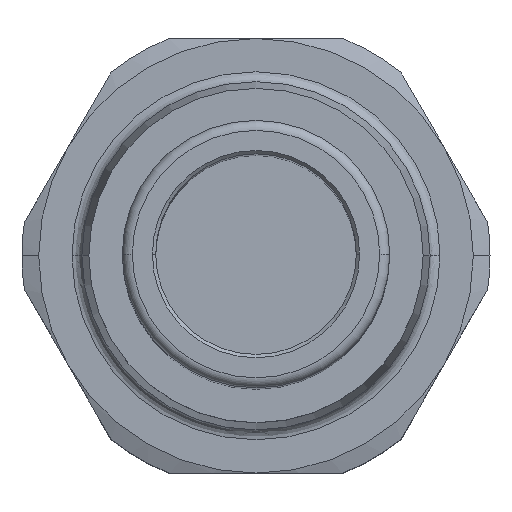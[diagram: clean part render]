
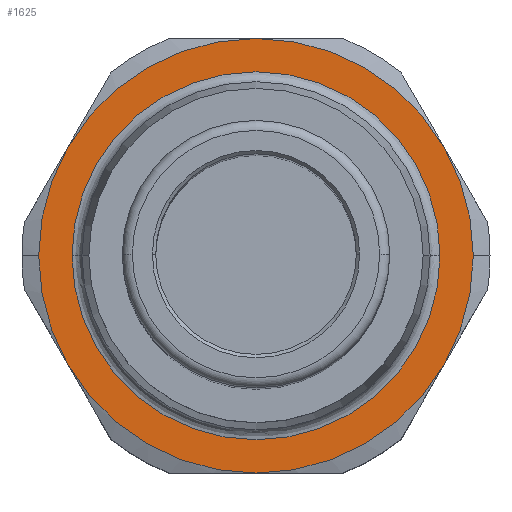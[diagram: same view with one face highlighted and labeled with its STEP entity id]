
A CAD part, top view. The second image highlights one B-rep face of the part: STEP entity #1625.
In plain terms, the highlighted planar face has unit normal (0, 0, 1).
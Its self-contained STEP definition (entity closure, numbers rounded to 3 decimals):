
#649=CARTESIAN_POINT('',(5.504,0.,-13.4));
#650=VERTEX_POINT('',#649);
#659=CARTESIAN_POINT('',(-5.504,0.,-13.4));
#660=VERTEX_POINT('',#659);
#668=CARTESIAN_POINT('',(0.,0.,-13.4));
#669=DIRECTION('',(0.0,0.0,1.0));
#670=DIRECTION('',(-1.0,0.0,0.0));
#671=AXIS2_PLACEMENT_3D('',#668,#669,#670);
#672=CIRCLE('',#671,5.504);
#673=EDGE_CURVE('',#660,#650,#672,.T.);
#685=CARTESIAN_POINT('',(6.5,0.,-13.4));
#686=VERTEX_POINT('',#685);
#702=CARTESIAN_POINT('',(5.629,3.25,-13.4));
#703=VERTEX_POINT('',#702);
#717=CARTESIAN_POINT('',(0.,0.,-13.4));
#718=DIRECTION('',(0.0,0.0,1.0));
#719=DIRECTION('',(1.0,0.0,0.0));
#720=AXIS2_PLACEMENT_3D('',#717,#718,#719);
#721=CIRCLE('',#720,6.5);
#722=EDGE_CURVE('',#686,#703,#721,.T.);
#732=CARTESIAN_POINT('',(-6.5,0.,-13.4));
#733=VERTEX_POINT('',#732);
#742=CARTESIAN_POINT('',(-5.629,3.25,-13.4));
#743=VERTEX_POINT('',#742);
#744=CARTESIAN_POINT('',(0.,0.,-13.4));
#745=DIRECTION('',(0.0,0.0,1.0));
#746=DIRECTION('',(1.0,0.0,0.0));
#747=AXIS2_PLACEMENT_3D('',#744,#745,#746);
#748=CIRCLE('',#747,6.5);
#749=EDGE_CURVE('',#743,#733,#748,.T.);
#1196=CARTESIAN_POINT('',(0.,6.5,-13.4));
#1197=VERTEX_POINT('',#1196);
#1211=CARTESIAN_POINT('',(0.,0.,-13.4));
#1212=DIRECTION('',(0.0,0.0,1.0));
#1213=DIRECTION('',(1.0,0.0,0.0));
#1214=AXIS2_PLACEMENT_3D('',#1211,#1212,#1213);
#1215=CIRCLE('',#1214,6.5);
#1216=EDGE_CURVE('',#703,#1197,#1215,.T.);
#1283=CARTESIAN_POINT('',(0.,0.,-13.4));
#1284=DIRECTION('',(0.0,0.0,1.0));
#1285=DIRECTION('',(1.0,0.0,0.0));
#1286=AXIS2_PLACEMENT_3D('',#1283,#1284,#1285);
#1287=CIRCLE('',#1286,6.5);
#1288=EDGE_CURVE('',#1197,#743,#1287,.T.);
#1301=CARTESIAN_POINT('',(-5.629,-3.25,-13.4));
#1302=VERTEX_POINT('',#1301);
#1316=CARTESIAN_POINT('',(0.,0.,-13.4));
#1317=DIRECTION('',(0.0,0.0,1.0));
#1318=DIRECTION('',(1.0,0.0,0.0));
#1319=AXIS2_PLACEMENT_3D('',#1316,#1317,#1318);
#1320=CIRCLE('',#1319,6.5);
#1321=EDGE_CURVE('',#733,#1302,#1320,.T.);
#1350=CARTESIAN_POINT('',(0.,-6.5,-13.4));
#1351=VERTEX_POINT('',#1350);
#1365=CARTESIAN_POINT('',(0.,0.,-13.4));
#1366=DIRECTION('',(0.0,0.0,1.0));
#1367=DIRECTION('',(1.0,0.0,0.0));
#1368=AXIS2_PLACEMENT_3D('',#1365,#1366,#1367);
#1369=CIRCLE('',#1368,6.5);
#1370=EDGE_CURVE('',#1302,#1351,#1369,.T.);
#1412=CARTESIAN_POINT('',(5.629,-3.25,-13.4));
#1413=VERTEX_POINT('',#1412);
#1427=CARTESIAN_POINT('',(0.,0.,-13.4));
#1428=DIRECTION('',(0.0,0.0,1.0));
#1429=DIRECTION('',(1.0,0.0,0.0));
#1430=AXIS2_PLACEMENT_3D('',#1427,#1428,#1429);
#1431=CIRCLE('',#1430,6.5);
#1432=EDGE_CURVE('',#1351,#1413,#1431,.T.);
#1504=CARTESIAN_POINT('',(0.,0.,-13.4));
#1505=DIRECTION('',(0.0,0.0,1.0));
#1506=DIRECTION('',(1.0,0.0,0.0));
#1507=AXIS2_PLACEMENT_3D('',#1504,#1505,#1506);
#1508=CIRCLE('',#1507,6.5);
#1509=EDGE_CURVE('',#1413,#686,#1508,.T.);
#1570=CARTESIAN_POINT('',(0.,0.,-13.4));
#1571=DIRECTION('',(0.0,0.0,1.0));
#1572=DIRECTION('',(-1.0,0.0,0.0));
#1573=AXIS2_PLACEMENT_3D('',#1570,#1571,#1572);
#1574=CIRCLE('',#1573,5.504);
#1575=EDGE_CURVE('',#650,#660,#1574,.T.);
#1606=CARTESIAN_POINT('',(0.,0.,-13.4));
#1607=DIRECTION('',(0.0,0.0,-1.0));
#1608=DIRECTION('',(-1.0,0.0,0.0));
#1609=AXIS2_PLACEMENT_3D('',#1606,#1607,#1608);
#1610=PLANE('',#1609);
#1611=ORIENTED_EDGE('',*,*,#749,.T.);
#1612=ORIENTED_EDGE('',*,*,#1321,.T.);
#1613=ORIENTED_EDGE('',*,*,#1370,.T.);
#1614=ORIENTED_EDGE('',*,*,#1432,.T.);
#1615=ORIENTED_EDGE('',*,*,#1509,.T.);
#1616=ORIENTED_EDGE('',*,*,#722,.T.);
#1617=ORIENTED_EDGE('',*,*,#1216,.T.);
#1618=ORIENTED_EDGE('',*,*,#1288,.T.);
#1619=EDGE_LOOP('',(#1611,#1612,#1613,#1614,#1615,#1616,#1617,#1618));
#1620=FACE_OUTER_BOUND('',#1619,.T.);
#1621=ORIENTED_EDGE('',*,*,#1575,.F.);
#1622=ORIENTED_EDGE('',*,*,#673,.F.);
#1623=EDGE_LOOP('',(#1621,#1622));
#1624=FACE_BOUND('',#1623,.T.);
#1625=ADVANCED_FACE('',(#1620,#1624),#1610,.F.);
